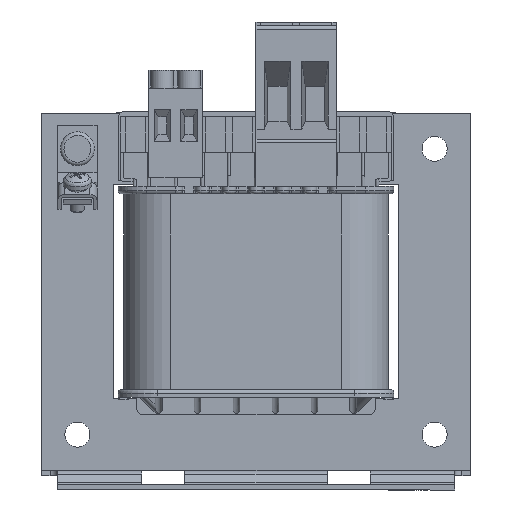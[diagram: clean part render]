
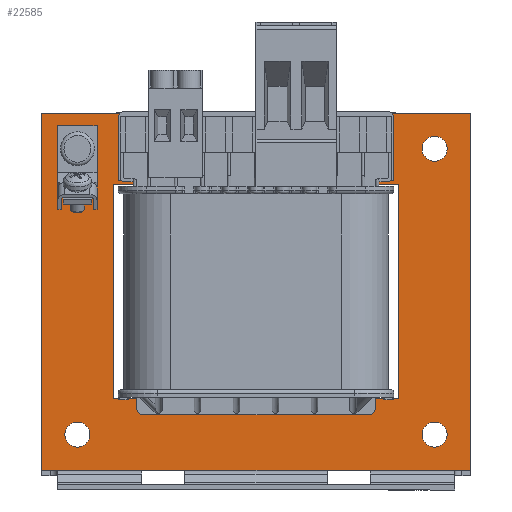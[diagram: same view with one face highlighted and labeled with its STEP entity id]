
A CAD part, front view. The second image highlights one B-rep face of the part: STEP entity #22585.
In plain terms, the highlighted planar face has unit normal (0, -1, 0).
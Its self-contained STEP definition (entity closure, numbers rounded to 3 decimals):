
#227=FACE_BOUND('',#3037,.T.);
#228=FACE_BOUND('',#3038,.T.);
#229=FACE_BOUND('',#3039,.T.);
#230=FACE_BOUND('',#3040,.T.);
#231=FACE_BOUND('',#3041,.T.);
#631=CIRCLE('',#23852,3.5);
#632=CIRCLE('',#23853,3.5);
#634=CIRCLE('',#23856,3.5);
#635=CIRCLE('',#23857,3.5);
#637=CIRCLE('',#23860,3.5);
#638=CIRCLE('',#23861,3.5);
#1861=FACE_OUTER_BOUND('',#3036,.T.);
#3036=EDGE_LOOP('',(#16723,#16724,#16725,#16726));
#3037=EDGE_LOOP('',(#16727,#16728,#16729,#16730,#16731,#16732,#16733,#16734,
#16735,#16736,#16737,#16738,#16739,#16740,#16741,#16742));
#3038=EDGE_LOOP('',(#16743,#16744));
#3039=EDGE_LOOP('',(#16745,#16746));
#3040=EDGE_LOOP('',(#16747,#16748));
#3041=EDGE_LOOP('',(#16749,#16750,#16751,#16752));
#4776=LINE('',#34489,#7163);
#4781=LINE('',#34500,#7168);
#4786=LINE('',#34512,#7173);
#4787=LINE('',#34521,#7174);
#4857=LINE('',#35042,#7244);
#4860=LINE('',#35048,#7247);
#4867=LINE('',#35058,#7254);
#4870=LINE('',#35062,#7257);
#4873=LINE('',#35070,#7260);
#4879=LINE('',#35081,#7266);
#4883=LINE('',#35090,#7270);
#4890=LINE('',#35104,#7277);
#4898=LINE('',#35121,#7285);
#4902=LINE('',#35126,#7289);
#4907=LINE('',#35157,#7294);
#4908=LINE('',#35159,#7295);
#4909=LINE('',#35161,#7296);
#4910=LINE('',#35163,#7297);
#4911=LINE('',#35165,#7298);
#4912=LINE('',#35167,#7299);
#4913=LINE('',#35169,#7300);
#4914=LINE('',#35170,#7301);
#4915=LINE('',#35172,#7302);
#4916=LINE('',#35173,#7303);
#7163=VECTOR('',#26947,1.);
#7168=VECTOR('',#26954,1.);
#7173=VECTOR('',#26967,1.);
#7174=VECTOR('',#26978,1.);
#7244=VECTOR('',#27274,10.);
#7247=VECTOR('',#27279,10.);
#7254=VECTOR('',#27288,10.);
#7257=VECTOR('',#27293,10.);
#7260=VECTOR('',#27298,10.);
#7266=VECTOR('',#27306,10.);
#7270=VECTOR('',#27312,10.);
#7277=VECTOR('',#27323,10.);
#7285=VECTOR('',#27335,10.);
#7289=VECTOR('',#27341,10.);
#7294=VECTOR('',#27376,10.);
#7295=VECTOR('',#27377,10.);
#7296=VECTOR('',#27378,10.);
#7297=VECTOR('',#27379,10.);
#7298=VECTOR('',#27380,10.);
#7299=VECTOR('',#27381,10.);
#7300=VECTOR('',#27382,10.);
#7301=VECTOR('',#27383,10.);
#7302=VECTOR('',#27384,10.);
#7303=VECTOR('',#27385,10.);
#9413=VERTEX_POINT('',#34486);
#9414=VERTEX_POINT('',#34488);
#9418=VERTEX_POINT('',#34497);
#9419=VERTEX_POINT('',#34499);
#9527=VERTEX_POINT('',#35039);
#9528=VERTEX_POINT('',#35041);
#9530=VERTEX_POINT('',#35047);
#9532=VERTEX_POINT('',#35057);
#9535=VERTEX_POINT('',#35067);
#9536=VERTEX_POINT('',#35069);
#9540=VERTEX_POINT('',#35079);
#9544=VERTEX_POINT('',#35088);
#9548=VERTEX_POINT('',#35101);
#9549=VERTEX_POINT('',#35103);
#9555=VERTEX_POINT('',#35118);
#9556=VERTEX_POINT('',#35120);
#9558=VERTEX_POINT('',#35132);
#9559=VERTEX_POINT('',#35133);
#9561=VERTEX_POINT('',#35140);
#9562=VERTEX_POINT('',#35141);
#9564=VERTEX_POINT('',#35148);
#9565=VERTEX_POINT('',#35149);
#9567=VERTEX_POINT('',#35156);
#9568=VERTEX_POINT('',#35158);
#9569=VERTEX_POINT('',#35160);
#9570=VERTEX_POINT('',#35162);
#9571=VERTEX_POINT('',#35164);
#9572=VERTEX_POINT('',#35166);
#9573=VERTEX_POINT('',#35168);
#9574=VERTEX_POINT('',#35171);
#11930=EDGE_CURVE('',#9414,#9413,#4776,.T.);
#11935=EDGE_CURVE('',#9419,#9418,#4781,.T.);
#11942=EDGE_CURVE('',#9414,#9418,#4786,.T.);
#11946=EDGE_CURVE('',#9413,#9419,#4787,.T.);
#12097=EDGE_CURVE('',#9527,#9528,#4857,.T.);
#12100=EDGE_CURVE('',#9528,#9530,#4860,.T.);
#12107=EDGE_CURVE('',#9530,#9532,#4867,.T.);
#12110=EDGE_CURVE('',#9532,#9527,#4870,.T.);
#12113=EDGE_CURVE('',#9536,#9535,#4873,.T.);
#12119=EDGE_CURVE('',#9535,#9540,#4879,.T.);
#12123=EDGE_CURVE('',#9540,#9544,#4883,.T.);
#12130=EDGE_CURVE('',#9549,#9548,#4890,.T.);
#12138=EDGE_CURVE('',#9556,#9555,#4898,.T.);
#12142=EDGE_CURVE('',#9555,#9549,#4902,.T.);
#12145=EDGE_CURVE('',#9558,#9559,#631,.T.);
#12146=EDGE_CURVE('',#9559,#9558,#632,.T.);
#12149=EDGE_CURVE('',#9561,#9562,#634,.T.);
#12150=EDGE_CURVE('',#9562,#9561,#635,.T.);
#12153=EDGE_CURVE('',#9564,#9565,#637,.T.);
#12154=EDGE_CURVE('',#9565,#9564,#638,.T.);
#12157=EDGE_CURVE('',#9556,#9567,#4907,.T.);
#12158=EDGE_CURVE('',#9548,#9568,#4908,.T.);
#12159=EDGE_CURVE('',#9568,#9569,#4909,.T.);
#12160=EDGE_CURVE('',#9570,#9569,#4910,.T.);
#12161=EDGE_CURVE('',#9570,#9571,#4911,.T.);
#12162=EDGE_CURVE('',#9571,#9572,#4912,.T.);
#12163=EDGE_CURVE('',#9572,#9573,#4913,.T.);
#12164=EDGE_CURVE('',#9573,#9536,#4914,.T.);
#12165=EDGE_CURVE('',#9544,#9574,#4915,.T.);
#12166=EDGE_CURVE('',#9574,#9567,#4916,.T.);
#16723=ORIENTED_EDGE('',*,*,#12100,.F.);
#16724=ORIENTED_EDGE('',*,*,#12097,.F.);
#16725=ORIENTED_EDGE('',*,*,#12110,.F.);
#16726=ORIENTED_EDGE('',*,*,#12107,.F.);
#16727=ORIENTED_EDGE('',*,*,#12157,.F.);
#16728=ORIENTED_EDGE('',*,*,#12138,.T.);
#16729=ORIENTED_EDGE('',*,*,#12142,.T.);
#16730=ORIENTED_EDGE('',*,*,#12130,.T.);
#16731=ORIENTED_EDGE('',*,*,#12158,.T.);
#16732=ORIENTED_EDGE('',*,*,#12159,.T.);
#16733=ORIENTED_EDGE('',*,*,#12160,.F.);
#16734=ORIENTED_EDGE('',*,*,#12161,.T.);
#16735=ORIENTED_EDGE('',*,*,#12162,.T.);
#16736=ORIENTED_EDGE('',*,*,#12163,.T.);
#16737=ORIENTED_EDGE('',*,*,#12164,.T.);
#16738=ORIENTED_EDGE('',*,*,#12113,.T.);
#16739=ORIENTED_EDGE('',*,*,#12119,.T.);
#16740=ORIENTED_EDGE('',*,*,#12123,.T.);
#16741=ORIENTED_EDGE('',*,*,#12165,.T.);
#16742=ORIENTED_EDGE('',*,*,#12166,.T.);
#16743=ORIENTED_EDGE('',*,*,#12145,.T.);
#16744=ORIENTED_EDGE('',*,*,#12146,.T.);
#16745=ORIENTED_EDGE('',*,*,#12149,.T.);
#16746=ORIENTED_EDGE('',*,*,#12150,.T.);
#16747=ORIENTED_EDGE('',*,*,#12153,.T.);
#16748=ORIENTED_EDGE('',*,*,#12154,.T.);
#16749=ORIENTED_EDGE('',*,*,#11942,.F.);
#16750=ORIENTED_EDGE('',*,*,#11930,.T.);
#16751=ORIENTED_EDGE('',*,*,#11946,.T.);
#16752=ORIENTED_EDGE('',*,*,#11935,.T.);
#20705=PLANE('',#23863);
#22585=ADVANCED_FACE('',(#1861,#227,#228,#229,#230,#231),#20705,.F.);
#23852=AXIS2_PLACEMENT_3D('',#35134,#27349,#27350);
#23853=AXIS2_PLACEMENT_3D('',#35135,#27351,#27352);
#23856=AXIS2_PLACEMENT_3D('',#35142,#27358,#27359);
#23857=AXIS2_PLACEMENT_3D('',#35143,#27360,#27361);
#23860=AXIS2_PLACEMENT_3D('',#35150,#27367,#27368);
#23861=AXIS2_PLACEMENT_3D('',#35151,#27369,#27370);
#23863=AXIS2_PLACEMENT_3D('',#35155,#27374,#27375);
#26947=DIRECTION('',(0.,0.,-1.));
#26954=DIRECTION('',(0.,0.,1.));
#26967=DIRECTION('',(-1.,0.,0.));
#26978=DIRECTION('',(-1.,0.,0.));
#27274=DIRECTION('',(1.,0.,0.));
#27279=DIRECTION('',(0.,0.,-1.));
#27288=DIRECTION('',(-1.,0.,0.));
#27293=DIRECTION('',(0.,0.,1.));
#27298=DIRECTION('',(1.,0.,0.));
#27306=DIRECTION('',(0.,0.,-1.));
#27312=DIRECTION('',(-1.,0.,0.));
#27323=DIRECTION('',(1.,0.,0.));
#27335=DIRECTION('',(-1.,0.,0.));
#27341=DIRECTION('',(0.,0.,1.));
#27349=DIRECTION('center_axis',(0.,1.,0.));
#27350=DIRECTION('ref_axis',(1.,0.,0.));
#27351=DIRECTION('center_axis',(0.,1.,0.));
#27352=DIRECTION('ref_axis',(1.,0.,0.));
#27358=DIRECTION('center_axis',(0.,1.,0.));
#27359=DIRECTION('ref_axis',(1.,0.,0.));
#27360=DIRECTION('center_axis',(0.,1.,0.));
#27361=DIRECTION('ref_axis',(1.,0.,0.));
#27367=DIRECTION('center_axis',(0.,1.,0.));
#27368=DIRECTION('ref_axis',(1.,0.,0.));
#27369=DIRECTION('center_axis',(0.,1.,0.));
#27370=DIRECTION('ref_axis',(1.,0.,0.));
#27374=DIRECTION('center_axis',(0.,1.,0.));
#27375=DIRECTION('ref_axis',(0.,0.,1.));
#27376=DIRECTION('',(0.,0.,-1.));
#27377=DIRECTION('',(0.,0.,1.));
#27378=DIRECTION('',(-0.995,0.,0.095));
#27379=DIRECTION('',(0.,0.,-1.));
#27380=DIRECTION('',(1.,0.,0.));
#27381=DIRECTION('',(0.,0.,-1.));
#27382=DIRECTION('',(-0.995,0.,-0.095));
#27383=DIRECTION('',(0.,0.,-1.));
#27384=DIRECTION('',(0.,0.,-1.));
#27385=DIRECTION('',(-1.,0.,0.));
#34486=CARTESIAN_POINT('',(-44.5,-20.85,32.544));
#34488=CARTESIAN_POINT('',(-44.5,-20.85,46.5));
#34489=CARTESIAN_POINT('',(-44.5,-20.85,46.5));
#34497=CARTESIAN_POINT('',(-55.5,-20.85,46.5));
#34499=CARTESIAN_POINT('',(-55.5,-20.85,32.544));
#34500=CARTESIAN_POINT('',(-55.5,-20.85,46.5));
#34512=CARTESIAN_POINT('',(-44.5,-20.85,46.5));
#34521=CARTESIAN_POINT('',(-44.5,-20.85,32.544));
#35039=CARTESIAN_POINT('',(-60.,-20.85,50.));
#35041=CARTESIAN_POINT('',(60.,-20.85,50.));
#35042=CARTESIAN_POINT('',(60.,-20.85,50.));
#35047=CARTESIAN_POINT('',(60.,-20.85,-50.));
#35048=CARTESIAN_POINT('',(60.,-20.85,-50.));
#35057=CARTESIAN_POINT('',(-60.,-20.85,-50.));
#35058=CARTESIAN_POINT('',(-60.,-20.85,-50.));
#35062=CARTESIAN_POINT('',(-60.,-20.85,50.));
#35067=CARTESIAN_POINT('',(40.,-20.85,30.));
#35069=CARTESIAN_POINT('',(34.4,-20.85,30.));
#35070=CARTESIAN_POINT('',(20.,-20.85,30.));
#35079=CARTESIAN_POINT('',(40.,-20.85,-30.));
#35081=CARTESIAN_POINT('',(40.,-20.85,-15.));
#35088=CARTESIAN_POINT('',(32.9,-20.85,-30.));
#35090=CARTESIAN_POINT('',(10.,-20.85,-30.));
#35101=CARTESIAN_POINT('',(-34.4,-20.85,30.));
#35103=CARTESIAN_POINT('',(-40.,-20.85,30.));
#35104=CARTESIAN_POINT('',(-10.,-20.85,30.));
#35118=CARTESIAN_POINT('',(-40.,-20.85,-30.));
#35120=CARTESIAN_POINT('',(-32.9,-20.85,-30.));
#35121=CARTESIAN_POINT('',(-20.,-20.85,-30.));
#35126=CARTESIAN_POINT('',(-40.,-20.85,15.));
#35132=CARTESIAN_POINT('',(53.5,-20.85,40.));
#35133=CARTESIAN_POINT('',(46.5,-20.85,40.));
#35134=CARTESIAN_POINT('Origin',(50.,-20.85,40.));
#35135=CARTESIAN_POINT('Origin',(50.,-20.85,40.));
#35140=CARTESIAN_POINT('',(53.5,-20.85,-40.));
#35141=CARTESIAN_POINT('',(46.5,-20.85,-40.));
#35142=CARTESIAN_POINT('Origin',(50.,-20.85,-40.));
#35143=CARTESIAN_POINT('Origin',(50.,-20.85,-40.));
#35148=CARTESIAN_POINT('',(-46.5,-20.85,-40.));
#35149=CARTESIAN_POINT('',(-53.5,-20.85,-40.));
#35150=CARTESIAN_POINT('Origin',(-50.,-20.85,-40.));
#35151=CARTESIAN_POINT('Origin',(-50.,-20.85,-40.));
#35155=CARTESIAN_POINT('Origin',(0.,-20.85,0.));
#35156=CARTESIAN_POINT('',(-32.9,-20.85,-32.3));
#35157=CARTESIAN_POINT('',(-32.9,-20.85,-29.5));
#35158=CARTESIAN_POINT('',(-34.4,-20.85,30.7));
#35159=CARTESIAN_POINT('',(-34.4,-20.85,15.35));
#35160=CARTESIAN_POINT('',(-37.6,-20.85,31.005));
#35161=CARTESIAN_POINT('',(-18.006,-20.85,29.139));
#35162=CARTESIAN_POINT('',(-37.6,-20.85,36.5));
#35163=CARTESIAN_POINT('',(-37.6,-20.85,27.4));
#35164=CARTESIAN_POINT('',(37.6,-20.85,36.5));
#35165=CARTESIAN_POINT('',(0.,-20.85,36.5));
#35166=CARTESIAN_POINT('',(37.6,-20.85,31.005));
#35167=CARTESIAN_POINT('',(37.6,-20.85,27.4));
#35168=CARTESIAN_POINT('',(34.4,-20.85,30.7));
#35169=CARTESIAN_POINT('',(18.006,-20.85,29.139));
#35170=CARTESIAN_POINT('',(34.4,-20.85,15.35));
#35171=CARTESIAN_POINT('',(32.9,-20.85,-32.3));
#35172=CARTESIAN_POINT('',(32.9,-20.85,-29.5));
#35173=CARTESIAN_POINT('',(-13.5,-20.85,-32.3));
